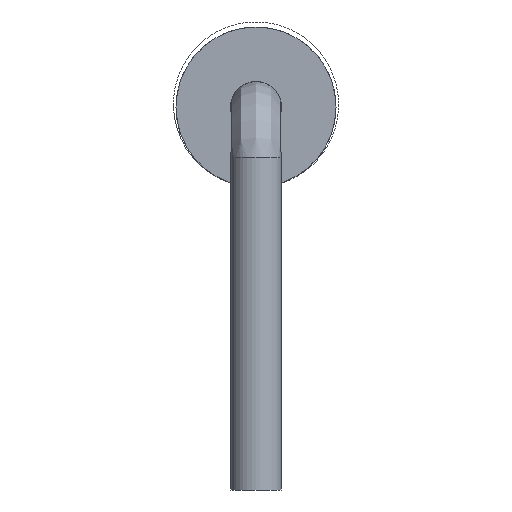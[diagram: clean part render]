
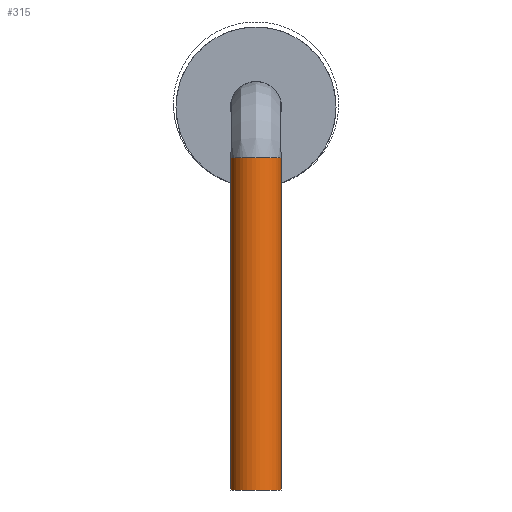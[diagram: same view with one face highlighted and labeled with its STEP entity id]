
A CAD part, left-side view. The second image highlights one B-rep face of the part: STEP entity #315.
In plain terms, the highlighted cylindrical face has radius 0.253 mm (diameter 0.505 mm), a full revolution.
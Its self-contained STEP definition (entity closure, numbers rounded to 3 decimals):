
#13=DIRECTION('',(0.,0.,1.));
#14=DIRECTION('',(1.,0.,0.));
#268=VERTEX_POINT('',#269);
#269=CARTESIAN_POINT('',(-6.098,0.,0.293));
#280=EDGE_CURVE('',#268,#268,#281,.T.);
#281=CIRCLE('',#282,0.253);
#282=AXIS2_PLACEMENT_3D('',#283,#13,#14);
#283=CARTESIAN_POINT('',(-6.35,0.,0.293));
#315=ADVANCED_FACE('',(#316),#332,.T.);
#316=FACE_BOUND('',#317,.T.);
#317=EDGE_LOOP('',(#318,#325,#326,#327));
#318=ORIENTED_EDGE('',*,*,#319,.T.);
#319=EDGE_CURVE('',#320,#268,#322,.T.);
#320=VERTEX_POINT('',#321);
#321=CARTESIAN_POINT('',(-6.098,0.,-3.));
#322=LINE('',#323,#324);
#323=CARTESIAN_POINT('',(-6.098,0.,-3.));
#324=VECTOR('',#13,1.);
#325=ORIENTED_EDGE('',*,*,#280,.F.);
#326=ORIENTED_EDGE('',*,*,#319,.F.);
#327=ORIENTED_EDGE('',*,*,#328,.T.);
#328=EDGE_CURVE('',#320,#320,#329,.T.);
#329=CIRCLE('',#330,0.253);
#330=AXIS2_PLACEMENT_3D('',#331,#13,#14);
#331=CARTESIAN_POINT('',(-6.35,0.,-3.));
#332=CYLINDRICAL_SURFACE('',#330,0.253);
